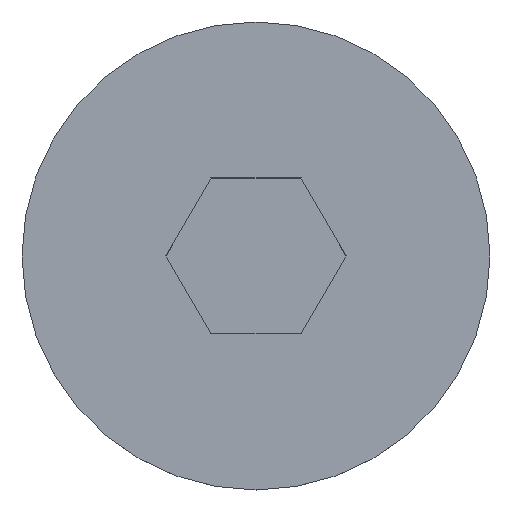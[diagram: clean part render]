
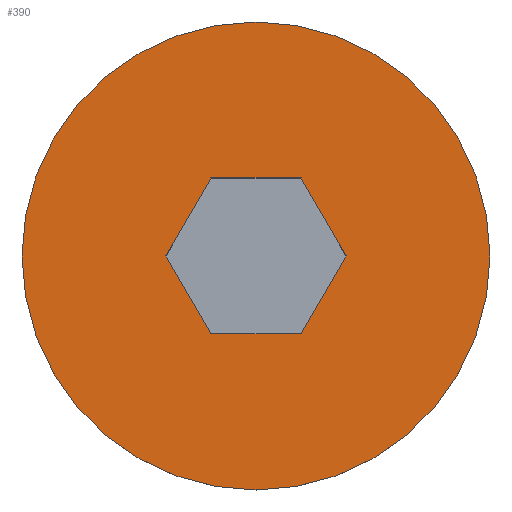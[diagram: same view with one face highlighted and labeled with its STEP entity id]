
A CAD part, top view. The second image highlights one B-rep face of the part: STEP entity #390.
In plain terms, the highlighted planar face has unit normal (0, 0, 1).
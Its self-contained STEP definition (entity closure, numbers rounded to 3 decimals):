
#3 = EDGE_CURVE ( 'NONE', #491, #350, #420, .T. ) ;
#7 = EDGE_LOOP ( 'NONE', ( #21, #26, #195, #513, #506, #190 ) ) ;
#20 = CARTESIAN_POINT ( 'NONE',  ( -1.155, -2., 3.3 ) ) ;
#21 = ORIENTED_EDGE ( 'NONE', *, *, #23, .T. ) ;
#23 = EDGE_CURVE ( 'NONE', #283, #225, #268, .T. ) ;
#24 = EDGE_CURVE ( 'NONE', #175, #491, #312, .T. ) ;
#26 = ORIENTED_EDGE ( 'NONE', *, *, #291, .T. ) ;
#36 = EDGE_LOOP ( 'NONE', ( #449, #441 ) ) ;
#37 = CARTESIAN_POINT ( 'NONE',  ( 1.155, 2., 3.3 ) ) ;
#42 = CARTESIAN_POINT ( 'NONE',  ( -1.155, -2., 3.3 ) ) ;
#58 = VERTEX_POINT ( 'NONE', #519 ) ;
#61 = CARTESIAN_POINT ( 'NONE',  ( -1.155, 2., 3.3 ) ) ;
#81 = VECTOR ( 'NONE', #380, 1000. ) ;
#98 = VECTOR ( 'NONE', #275, 1000. ) ;
#103 = VECTOR ( 'NONE', #325, 1000. ) ;
#120 = DIRECTION ( 'NONE',  ( 0., 1., 0. ) ) ;
#147 = VERTEX_POINT ( 'NONE', #459 ) ;
#148 = CARTESIAN_POINT ( 'NONE',  ( 1.155, 2., 3.3 ) ) ;
#157 = PLANE ( 'NONE',  #476 ) ;
#159 = CARTESIAN_POINT ( 'NONE',  ( 0., 0., 3.3 ) ) ;
#160 = DIRECTION ( 'NONE',  ( 0., 0., -1. ) ) ;
#168 = AXIS2_PLACEMENT_3D ( 'NONE', #371, #234, #197 ) ;
#175 = VERTEX_POINT ( 'NONE', #42 ) ;
#190 = ORIENTED_EDGE ( 'NONE', *, *, #498, .T. ) ;
#193 = CIRCLE ( 'NONE', #532, 6. ) ;
#195 = ORIENTED_EDGE ( 'NONE', *, *, #508, .T. ) ;
#197 = DIRECTION ( 'NONE',  ( 0., 1., 0. ) ) ;
#199 = LINE ( 'NONE', #229, #322 ) ;
#225 = VERTEX_POINT ( 'NONE', #357 ) ;
#229 = CARTESIAN_POINT ( 'NONE',  ( 2.309, 0., 3.3 ) ) ;
#234 = DIRECTION ( 'NONE',  ( 0., 0., -1. ) ) ;
#244 = CARTESIAN_POINT ( 'NONE',  ( 0., -2., 3.3 ) ) ;
#267 = FACE_BOUND ( 'NONE', #7, .T. ) ;
#268 = LINE ( 'NONE', #37, #103 ) ;
#275 = DIRECTION ( 'NONE',  ( 0.5, 0.866, 0. ) ) ;
#280 = CARTESIAN_POINT ( 'NONE',  ( 0., 0., 3.3 ) ) ;
#283 = VERTEX_POINT ( 'NONE', #148 ) ;
#284 = CARTESIAN_POINT ( 'NONE',  ( 0., 2., 3.3 ) ) ;
#287 = DIRECTION ( 'NONE',  ( -0.5, 0.866, 0. ) ) ;
#291 = EDGE_CURVE ( 'NONE', #225, #58, #199, .T. ) ;
#304 = CIRCLE ( 'NONE', #168, 6. ) ;
#312 = LINE ( 'NONE', #20, #410 ) ;
#320 = DIRECTION ( 'NONE',  ( 0., 0., 1. ) ) ;
#322 = VECTOR ( 'NONE', #359, 1000. ) ;
#325 = DIRECTION ( 'NONE',  ( 0.5, -0.866, 0. ) ) ;
#328 = DIRECTION ( 'NONE',  ( 1., 0., 0. ) ) ;
#348 = EDGE_CURVE ( 'NONE', #147, #422, #304, .T. ) ;
#350 = VERTEX_POINT ( 'NONE', #61 ) ;
#357 = CARTESIAN_POINT ( 'NONE',  ( 2.309, 0., 3.3 ) ) ;
#359 = DIRECTION ( 'NONE',  ( -0.5, -0.866, 0. ) ) ;
#371 = CARTESIAN_POINT ( 'NONE',  ( 0., 0., 3.3 ) ) ;
#374 = FACE_OUTER_BOUND ( 'NONE', #36, .T. ) ;
#380 = DIRECTION ( 'NONE',  ( -1., 0., 0. ) ) ;
#390 = ADVANCED_FACE ( 'NONE', ( #267, #374 ), #157, .T. ) ;
#397 = VECTOR ( 'NONE', #328, 1000. ) ;
#403 = CARTESIAN_POINT ( 'NONE',  ( -2.309, 0., 3.3 ) ) ;
#410 = VECTOR ( 'NONE', #287, 1000. ) ;
#416 = EDGE_CURVE ( 'NONE', #422, #147, #193, .T. ) ;
#420 = LINE ( 'NONE', #403, #98 ) ;
#422 = VERTEX_POINT ( 'NONE', #478 ) ;
#424 = CARTESIAN_POINT ( 'NONE',  ( -2.309, 0., 3.3 ) ) ;
#441 = ORIENTED_EDGE ( 'NONE', *, *, #416, .F. ) ;
#449 = ORIENTED_EDGE ( 'NONE', *, *, #348, .F. ) ;
#459 = CARTESIAN_POINT ( 'NONE',  ( 0., 6., 3.3 ) ) ;
#476 = AXIS2_PLACEMENT_3D ( 'NONE', #159, #320, #514 ) ;
#478 = CARTESIAN_POINT ( 'NONE',  ( 0., -6., 3.3 ) ) ;
#491 = VERTEX_POINT ( 'NONE', #424 ) ;
#498 = EDGE_CURVE ( 'NONE', #350, #283, #509, .T. ) ;
#506 = ORIENTED_EDGE ( 'NONE', *, *, #3, .T. ) ;
#508 = EDGE_CURVE ( 'NONE', #58, #175, #516, .T. ) ;
#509 = LINE ( 'NONE', #284, #397 ) ;
#513 = ORIENTED_EDGE ( 'NONE', *, *, #24, .T. ) ;
#514 = DIRECTION ( 'NONE',  ( 0., -1., 0. ) ) ;
#516 = LINE ( 'NONE', #244, #81 ) ;
#519 = CARTESIAN_POINT ( 'NONE',  ( 1.155, -2., 3.3 ) ) ;
#532 = AXIS2_PLACEMENT_3D ( 'NONE', #280, #160, #120 ) ;
